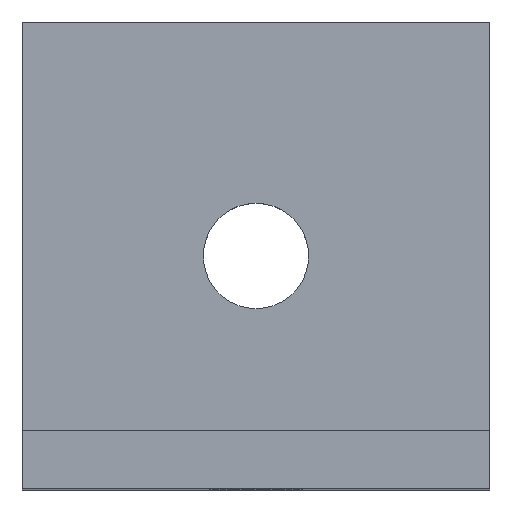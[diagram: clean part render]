
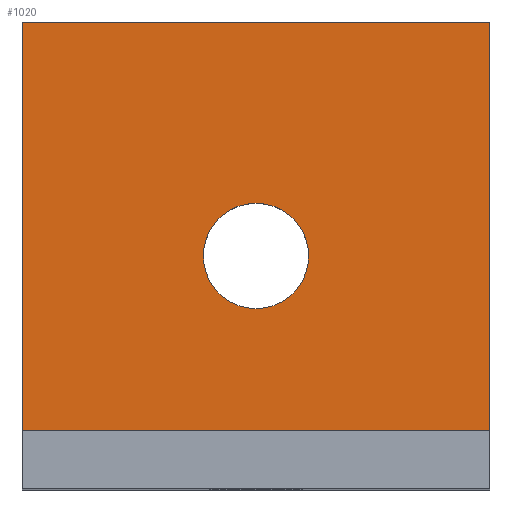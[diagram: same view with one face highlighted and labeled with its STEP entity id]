
A CAD part, top view. The second image highlights one B-rep face of the part: STEP entity #1020.
In plain terms, the highlighted face is planar.
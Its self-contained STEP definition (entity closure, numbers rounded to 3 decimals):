
#100=CARTESIAN_POINT('',(5.,5.,0.));
#110=VERTEX_POINT('',#100);
#160=CARTESIAN_POINT('',(5.,0.,0.));
#170=DIRECTION('',(0.,-1.,0.));
#180=VECTOR('',#170,1.);
#190=LINE('',#160,#180);
#200=CARTESIAN_POINT('',(5.,40.,0.));
#210=VERTEX_POINT('',#200);
#220=EDGE_CURVE('',#210,#110,#190,.T.);
#570=CARTESIAN_POINT('',(5.,5.,-4.));
#580=DIRECTION('',(-1.,0.,0.));
#590=DIRECTION('',(0.,1.,0.));
#600=AXIS2_PLACEMENT_3D('',#570,#580,#590);
#610=PLANE('',#600);
#620=CARTESIAN_POINT('',(5.,20.,20.));
#630=DIRECTION('',(-1.,0.,0.));
#640=DIRECTION('',(0.,1.,0.));
#650=AXIS2_PLACEMENT_3D('',#620,#630,#640);
#660=CIRCLE('',#650,4.5);
#670=CARTESIAN_POINT('',(5.,24.5,20.));
#680=VERTEX_POINT('',#670);
#690=CARTESIAN_POINT('',(5.,15.5,20.));
#700=VERTEX_POINT('',#690);
#710=EDGE_CURVE('',#680,#700,#660,.T.);
#720=ORIENTED_EDGE('',*,*,#710,.T.);
#730=EDGE_CURVE('',#700,#680,#660,.T.);
#740=ORIENTED_EDGE('',*,*,#730,.T.);
#750=EDGE_LOOP('',(#740,#720));
#760=FACE_BOUND('',#750,.T.);
#770=CARTESIAN_POINT('',(5.,5.,-4.));
#780=DIRECTION('',(0.,0.,1.));
#790=VECTOR('',#780,1.);
#800=LINE('',#770,#790);
#810=CARTESIAN_POINT('',(5.,5.,40.));
#820=VERTEX_POINT('',#810);
#830=EDGE_CURVE('',#110,#820,#800,.T.);
#840=ORIENTED_EDGE('',*,*,#830,.F.);
#850=CARTESIAN_POINT('',(5.,0.,40.));
#860=DIRECTION('',(0.,-1.,0.));
#870=VECTOR('',#860,1.);
#880=LINE('',#850,#870);
#890=CARTESIAN_POINT('',(5.,40.,40.));
#900=VERTEX_POINT('',#890);
#910=EDGE_CURVE('',#900,#820,#880,.T.);
#920=ORIENTED_EDGE('',*,*,#910,.T.);
#930=CARTESIAN_POINT('',(5.,40.,0.));
#940=DIRECTION('',(0.,0.,1.));
#950=VECTOR('',#940,1.);
#960=LINE('',#930,#950);
#970=EDGE_CURVE('',#210,#900,#960,.T.);
#980=ORIENTED_EDGE('',*,*,#970,.T.);
#990=ORIENTED_EDGE('',*,*,#220,.F.);
#1000=EDGE_LOOP('',(#990,#980,#920,#840));
#1010=FACE_OUTER_BOUND('',#1000,.T.);
#1020=ADVANCED_FACE('',(#760,#1010),#610,.F.);
